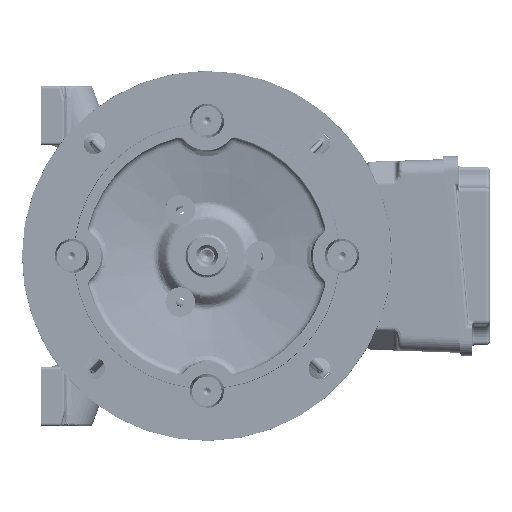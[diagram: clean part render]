
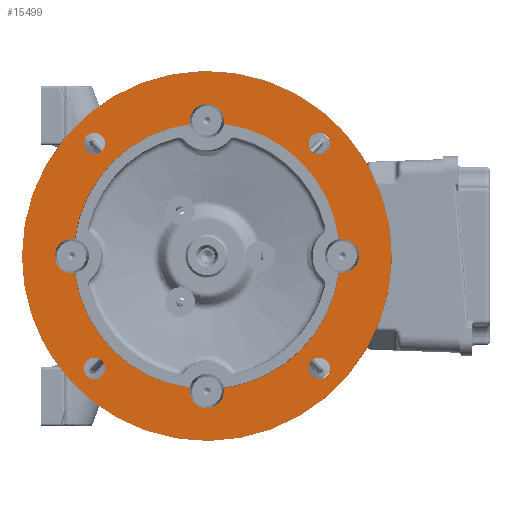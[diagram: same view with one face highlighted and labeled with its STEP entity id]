
A CAD part, left-side view. The second image highlights one B-rep face of the part: STEP entity #15499.
In plain terms, the highlighted planar face has unit normal (-1, 0, 0).
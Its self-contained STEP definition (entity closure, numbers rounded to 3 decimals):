
#15499 = ADVANCED_FACE( '', ( #32671, #32672, #32673, #32674, #32675, #32676 ), #32677, .T. );
#32671 = FACE_OUTER_BOUND( '', #201116, .T. );
#32672 = FACE_BOUND( '', #201117, .T. );
#32673 = FACE_BOUND( '', #201118, .T. );
#32674 = FACE_BOUND( '', #201119, .T. );
#32675 = FACE_BOUND( '', #201120, .T. );
#32676 = FACE_BOUND( '', #201121, .T. );
#32677 = PLANE( '', #201122 );
#201116 = EDGE_LOOP( '', ( #271875 ) );
#201117 = EDGE_LOOP( '', ( #271876, #271877, #271878, #271879, #271880, #271881, #271882, #271883 ) );
#201118 = EDGE_LOOP( '', ( #271884 ) );
#201119 = EDGE_LOOP( '', ( #271885 ) );
#201120 = EDGE_LOOP( '', ( #271886 ) );
#201121 = EDGE_LOOP( '', ( #271887 ) );
#201122 = AXIS2_PLACEMENT_3D( '', #271888, #271889, #271890 );
#271875 = ORIENTED_EDGE( '', *, *, #299454, .T. );
#271876 = ORIENTED_EDGE( '', *, *, #299455, .F. );
#271877 = ORIENTED_EDGE( '', *, *, #290950, .F. );
#271878 = ORIENTED_EDGE( '', *, *, #299456, .F. );
#271879 = ORIENTED_EDGE( '', *, *, #292896, .F. );
#271880 = ORIENTED_EDGE( '', *, *, #299457, .F. );
#271881 = ORIENTED_EDGE( '', *, *, #299458, .F. );
#271882 = ORIENTED_EDGE( '', *, *, #298323, .F. );
#271883 = ORIENTED_EDGE( '', *, *, #282912, .F. );
#271884 = ORIENTED_EDGE( '', *, *, #281191, .T. );
#271885 = ORIENTED_EDGE( '', *, *, #290175, .T. );
#271886 = ORIENTED_EDGE( '', *, *, #299459, .T. );
#271887 = ORIENTED_EDGE( '', *, *, #298512, .T. );
#271888 = CARTESIAN_POINT( '', ( -140., -90., 0. ) );
#271889 = DIRECTION( '', ( -1., 0., 0. ) );
#271890 = DIRECTION( '', ( 0., 1., 0. ) );
#281191 = EDGE_CURVE( '', #301638, #301638, #301639, .T. );
#282912 = EDGE_CURVE( '', #304691, #304687, #304693, .T. );
#290175 = EDGE_CURVE( '', #316505, #316505, #316506, .T. );
#290950 = EDGE_CURVE( '', #317612, #317610, #317614, .T. );
#292896 = EDGE_CURVE( '', #320268, #320264, #320270, .T. );
#298323 = EDGE_CURVE( '', #304687, #326993, #326994, .T. );
#298512 = EDGE_CURVE( '', #327205, #327205, #327206, .T. );
#299454 = EDGE_CURVE( '', #328215, #328215, #328216, .T. );
#299455 = EDGE_CURVE( '', #317610, #304691, #328217, .T. );
#299456 = EDGE_CURVE( '', #320264, #317612, #328218, .T. );
#299457 = EDGE_CURVE( '', #328219, #320268, #328220, .T. );
#299458 = EDGE_CURVE( '', #326993, #328219, #328221, .T. );
#299459 = EDGE_CURVE( '', #328222, #328222, #328223, .T. );
#301638 = VERTEX_POINT( '', #331863 );
#301639 = CIRCLE( '', #331864, 7.25 );
#304687 = VERTEX_POINT( '', #343779 );
#304691 = VERTEX_POINT( '', #343786 );
#304693 = CIRCLE( '', #343788, 90. );
#316505 = VERTEX_POINT( '', #388398 );
#316506 = CIRCLE( '', #388399, 7.25 );
#317610 = VERTEX_POINT( '', #393680 );
#317612 = VERTEX_POINT( '', #393685 );
#317614 = CIRCLE( '', #393687, 90. );
#320264 = VERTEX_POINT( '', #405375 );
#320268 = VERTEX_POINT( '', #405382 );
#320270 = CIRCLE( '', #405384, 90. );
#326993 = VERTEX_POINT( '', #433855 );
#326994 = CIRCLE( '', #433856, 11.444 );
#327205 = VERTEX_POINT( '', #434774 );
#327206 = CIRCLE( '', #434775, 7.25 );
#328215 = VERTEX_POINT( '', #438742 );
#328216 = CIRCLE( '', #438743, 125. );
#328217 = CIRCLE( '', #438744, 11.444 );
#328218 = CIRCLE( '', #438745, 11.444 );
#328219 = VERTEX_POINT( '', #438746 );
#328220 = CIRCLE( '', #438747, 11.444 );
#328221 = CIRCLE( '', #438748, 90. );
#328222 = VERTEX_POINT( '', #438749 );
#328223 = CIRCLE( '', #438750, 7.25 );
#331863 = CARTESIAN_POINT( '', ( -140., -76.014, 83.264 ) );
#331864 = AXIS2_PLACEMENT_3D( '', #444355, #444356, #444357 );
#343779 = CARTESIAN_POINT( '', ( -140., -89.297, -11.229 ) );
#343786 = CARTESIAN_POINT( '', ( -140., -11.229, -89.297 ) );
#343788 = AXIS2_PLACEMENT_3D( '', #446678, #446679, #446680 );
#388398 = CARTESIAN_POINT( '', ( -140., 83.264, 76.014 ) );
#388399 = AXIS2_PLACEMENT_3D( '', #456192, #456193, #456194 );
#393680 = CARTESIAN_POINT( '', ( -140., 11.229, -89.297 ) );
#393685 = CARTESIAN_POINT( '', ( -140., 89.297, -11.229 ) );
#393687 = AXIS2_PLACEMENT_3D( '', #457113, #457114, #457115 );
#405375 = CARTESIAN_POINT( '', ( -140., 89.297, 11.229 ) );
#405382 = CARTESIAN_POINT( '', ( -140., 11.229, 89.297 ) );
#405384 = AXIS2_PLACEMENT_3D( '', #459327, #459328, #459329 );
#433855 = CARTESIAN_POINT( '', ( -140., -89.297, 11.229 ) );
#433856 = AXIS2_PLACEMENT_3D( '', #465234, #465235, #465236 );
#434774 = CARTESIAN_POINT( '', ( -140., -83.264, -76.014 ) );
#434775 = AXIS2_PLACEMENT_3D( '', #465402, #465403, #465404 );
#438742 = CARTESIAN_POINT( '', ( -140., 125., 0. ) );
#438743 = AXIS2_PLACEMENT_3D( '', #466115, #466116, #466117 );
#438744 = AXIS2_PLACEMENT_3D( '', #466118, #466119, #466120 );
#438745 = AXIS2_PLACEMENT_3D( '', #466121, #466122, #466123 );
#438746 = CARTESIAN_POINT( '', ( -140., -11.229, 89.297 ) );
#438747 = AXIS2_PLACEMENT_3D( '', #466124, #466125, #466126 );
#438748 = AXIS2_PLACEMENT_3D( '', #466127, #466128, #466129 );
#438749 = CARTESIAN_POINT( '', ( -140., 76.014, -83.264 ) );
#438750 = AXIS2_PLACEMENT_3D( '', #466130, #466131, #466132 );
#444355 = CARTESIAN_POINT( '', ( -140., -76.014, 76.014 ) );
#444356 = DIRECTION( '', ( 1., 0., 0. ) );
#444357 = DIRECTION( '', ( 0., 0., 1. ) );
#446678 = CARTESIAN_POINT( '', ( -140., 0., 0. ) );
#446679 = DIRECTION( '', ( -1., 0., 0. ) );
#446680 = DIRECTION( '', ( 0., 1., 0. ) );
#456192 = CARTESIAN_POINT( '', ( -140., 76.014, 76.014 ) );
#456193 = DIRECTION( '', ( 1., 0., 0. ) );
#456194 = DIRECTION( '', ( 0., 1., 0. ) );
#457113 = CARTESIAN_POINT( '', ( -140., 0., 0. ) );
#457114 = DIRECTION( '', ( -1., 0., 0. ) );
#457115 = DIRECTION( '', ( 0., 1., 0. ) );
#459327 = CARTESIAN_POINT( '', ( -140., 0., 0. ) );
#459328 = DIRECTION( '', ( -1., 0., 0. ) );
#459329 = DIRECTION( '', ( 0., 1., 0. ) );
#465234 = CARTESIAN_POINT( '', ( -140., -91.5, 0. ) );
#465235 = DIRECTION( '', ( -1., 0., 0. ) );
#465236 = DIRECTION( '', ( 0., 1., 0. ) );
#465402 = CARTESIAN_POINT( '', ( -140., -76.014, -76.014 ) );
#465403 = DIRECTION( '', ( 1., 0., 0. ) );
#465404 = DIRECTION( '', ( 0., -1., 0. ) );
#466115 = CARTESIAN_POINT( '', ( -140., 0., 0. ) );
#466116 = DIRECTION( '', ( -1., 0., 0. ) );
#466117 = DIRECTION( '', ( 0., 1., 0. ) );
#466118 = CARTESIAN_POINT( '', ( -140., 0., -91.5 ) );
#466119 = DIRECTION( '', ( -1., 0., 0. ) );
#466120 = DIRECTION( '', ( 0., 1., 0. ) );
#466121 = CARTESIAN_POINT( '', ( -140., 91.5, 0. ) );
#466122 = DIRECTION( '', ( -1., 0., 0. ) );
#466123 = DIRECTION( '', ( 0., 1., 0. ) );
#466124 = CARTESIAN_POINT( '', ( -140., 0., 91.5 ) );
#466125 = DIRECTION( '', ( -1., 0., 0. ) );
#466126 = DIRECTION( '', ( 0., 1., 0. ) );
#466127 = CARTESIAN_POINT( '', ( -140., 0., 0. ) );
#466128 = DIRECTION( '', ( -1., 0., 0. ) );
#466129 = DIRECTION( '', ( 0., 1., 0. ) );
#466130 = CARTESIAN_POINT( '', ( -140., 76.014, -76.014 ) );
#466131 = DIRECTION( '', ( 1., 0., 0. ) );
#466132 = DIRECTION( '', ( 0., 0., -1. ) );
